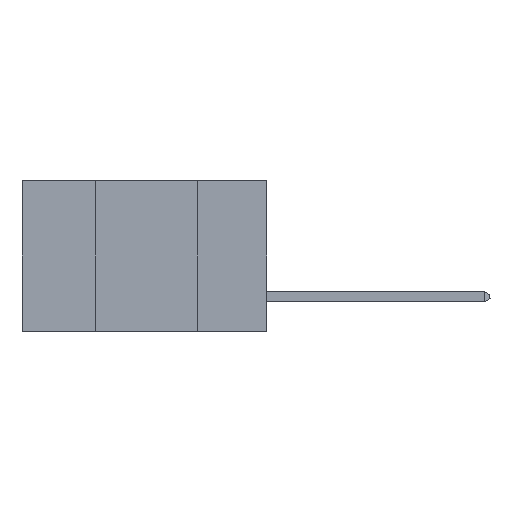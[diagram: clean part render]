
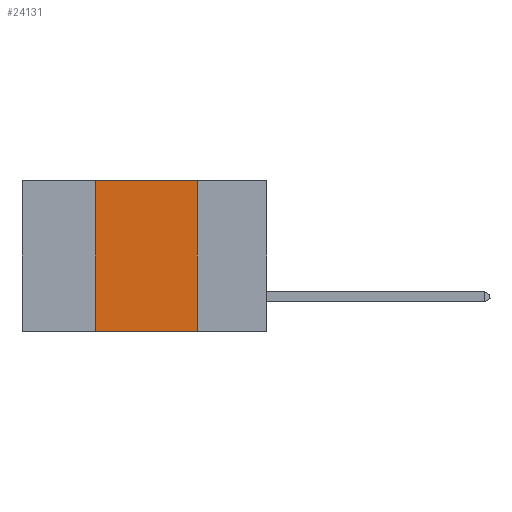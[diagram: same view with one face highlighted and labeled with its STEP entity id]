
A CAD part, left-side view. The second image highlights one B-rep face of the part: STEP entity #24131.
In plain terms, the highlighted planar face has unit normal (-1, 0, 0).
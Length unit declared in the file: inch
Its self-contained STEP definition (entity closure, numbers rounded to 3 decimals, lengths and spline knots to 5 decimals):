
#3126 = AXIS2_PLACEMENT_3D ( 'NONE', #13555, #39547, #46848 ) ;
#3582 = VECTOR ( 'NONE', #18621, 39.37008 ) ;
#3846 = VERTEX_POINT ( 'NONE', #34664 ) ;
#4518 = EDGE_LOOP ( 'NONE', ( #11020, #33665, #24287, #44492 ) ) ;
#8643 = VECTOR ( 'NONE', #45646, 39.37008 ) ;
#9442 = VECTOR ( 'NONE', #11147, 39.37008 ) ;
#10208 = CARTESIAN_POINT ( 'NONE',  ( 0., 0.17, 0. ) ) ;
#11020 = ORIENTED_EDGE ( 'NONE', *, *, #21929, .F. ) ;
#11147 = DIRECTION ( 'NONE',  ( 0., 0., 1. ) ) ;
#13555 = CARTESIAN_POINT ( 'NONE',  ( 0., 0.6, 0. ) ) ;
#13984 = EDGE_CURVE ( 'NONE', #41427, #3846, #23633, .T. ) ;
#15319 = VECTOR ( 'NONE', #32501, 39.37008 ) ;
#15793 = LINE ( 'NONE', #36815, #9442 ) ;
#18621 = DIRECTION ( 'NONE',  ( 0., -1., 0. ) ) ;
#19112 = CARTESIAN_POINT ( 'NONE',  ( 0., 0.6, 0. ) ) ;
#20284 = VERTEX_POINT ( 'NONE', #10208 ) ;
#21929 = EDGE_CURVE ( 'NONE', #20284, #3846, #30864, .T. ) ;
#23202 = LINE ( 'NONE', #19112, #3582 ) ;
#23633 = LINE ( 'NONE', #44187, #8643 ) ;
#24131 = ADVANCED_FACE ( 'NONE', ( #24856 ), #43453, .F. ) ;
#24196 = VERTEX_POINT ( 'NONE', #39243 ) ;
#24287 = ORIENTED_EDGE ( 'NONE', *, *, #30249, .F. ) ;
#24856 = FACE_OUTER_BOUND ( 'NONE', #4518, .T. ) ;
#29073 = CARTESIAN_POINT ( 'NONE',  ( 0., 0.42, -0.37 ) ) ;
#30249 = EDGE_CURVE ( 'NONE', #41427, #24196, #15793, .T. ) ;
#30864 = LINE ( 'NONE', #32346, #15319 ) ;
#32346 = CARTESIAN_POINT ( 'NONE',  ( 0., 0.17, 0. ) ) ;
#32501 = DIRECTION ( 'NONE',  ( 0., 0., -1. ) ) ;
#33665 = ORIENTED_EDGE ( 'NONE', *, *, #44741, .F. ) ;
#34664 = CARTESIAN_POINT ( 'NONE',  ( 0., 0.17, -0.37 ) ) ;
#36815 = CARTESIAN_POINT ( 'NONE',  ( 0., 0.42, 0. ) ) ;
#39243 = CARTESIAN_POINT ( 'NONE',  ( 0., 0.42, 0. ) ) ;
#39547 = DIRECTION ( 'NONE',  ( 1., 0., 0. ) ) ;
#41427 = VERTEX_POINT ( 'NONE', #29073 ) ;
#43453 = PLANE ( 'NONE',  #3126 ) ;
#44187 = CARTESIAN_POINT ( 'NONE',  ( 0., 0.6, -0.37 ) ) ;
#44492 = ORIENTED_EDGE ( 'NONE', *, *, #13984, .T. ) ;
#44741 = EDGE_CURVE ( 'NONE', #24196, #20284, #23202, .T. ) ;
#45646 = DIRECTION ( 'NONE',  ( 0., -1., 0. ) ) ;
#46848 = DIRECTION ( 'NONE',  ( 0., 0., -1. ) ) ;
